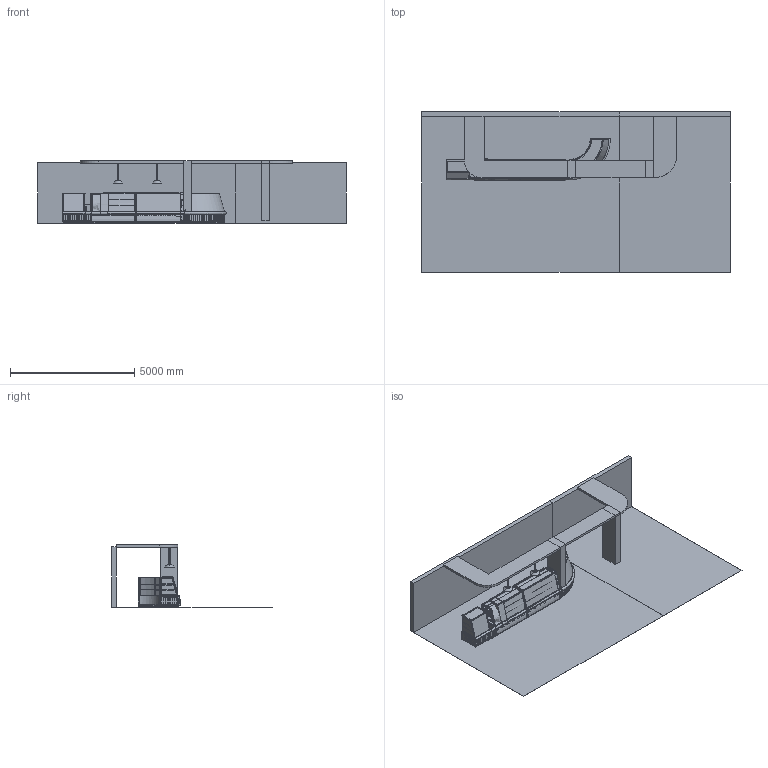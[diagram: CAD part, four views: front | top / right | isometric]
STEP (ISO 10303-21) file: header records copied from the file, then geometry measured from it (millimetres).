
FILE_DESCRIPTION(('FreeCAD Model'),'2;1');
FILE_NAME('Open CASCADE Shape Model','2025-05-05T16:39:28',('FreeCAD'),( 'FreeCAD'),'Open CASCADE STEP processor 7.6','FreeCAD','Unknown');
FILE_SCHEMA(('AUTOMOTIVE_DESIGN { 1 0 10303 214 1 1 1 1 }'));
Products named in the file (1): Open CASCADE STEP translator 7.6 1
Bounding box: 12423.44 x 6475.01 x 2506.16 mm (x, y, z)
Volume: 10620385121.3 mm3; surface area: 417990146.4 mm2
Topology: 351 solids, 351 shells, 5987 faces, 15592 edges, 10363 vertices
Faces by surface type: bspline 5987
Entity records: 177654 total; most frequent: CARTESIAN_POINT 83369, ORIENTED_EDGE 31184, EDGE_CURVE 15592, B_SPLINE_CURVE_WITH_KNOTS 12304, VERTEX_POINT 10363, FACE_BOUND 6921, EDGE_LOOP 6921, ADVANCED_FACE 5987
